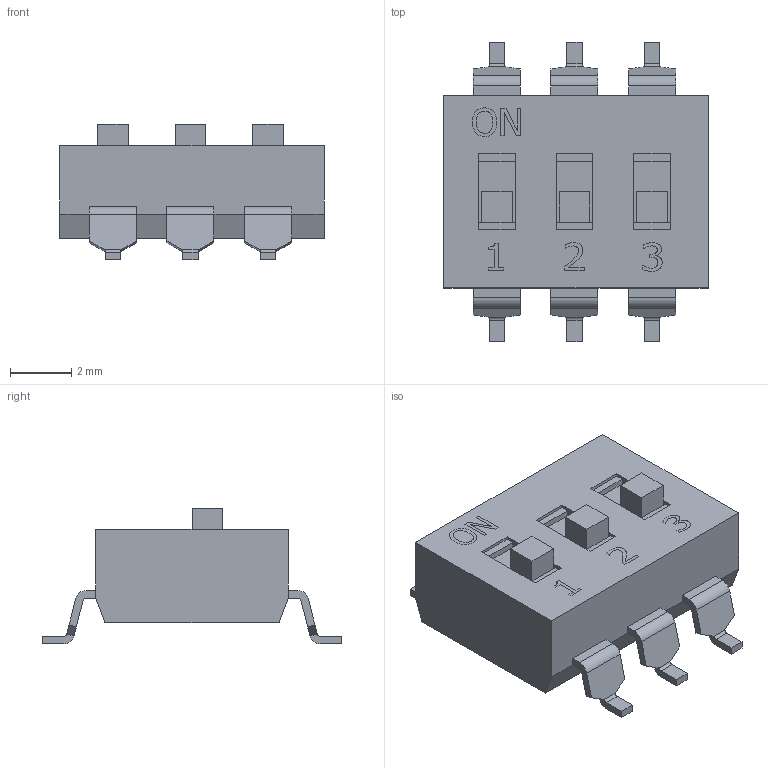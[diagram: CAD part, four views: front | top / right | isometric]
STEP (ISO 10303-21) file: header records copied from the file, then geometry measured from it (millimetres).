
FILE_DESCRIPTION((' '),'2;1');
FILE_NAME('KAE03LGGT.stp','2017-08-01T14:20:31',(' '),(' '),' ','ACIS',' ');
FILE_SCHEMA(('CONFIG_CONTROL_DESIGN'));
Length unit declared in the file: inch
Products named in the file (1): KAE03LGGT.stp
Bounding box: 8.66 x 9.8 x 4.45 mm (x, y, z)
Volume: 169.7 mm3; surface area: 257.9 mm2
Topology: 1 solids, 1 shells, 161 faces, 487 edges, 337 vertices
Faces by surface type: plane 137, cylinder 24
Entity records: 5627 total; most frequent: CARTESIAN_POINT 1146, ORIENTED_EDGE 974, DIRECTION 816, EDGE_CURVE 487, VECTOR 394, LINE 394, VERTEX_POINT 337, AXIS2_PLACEMENT_3D 211
